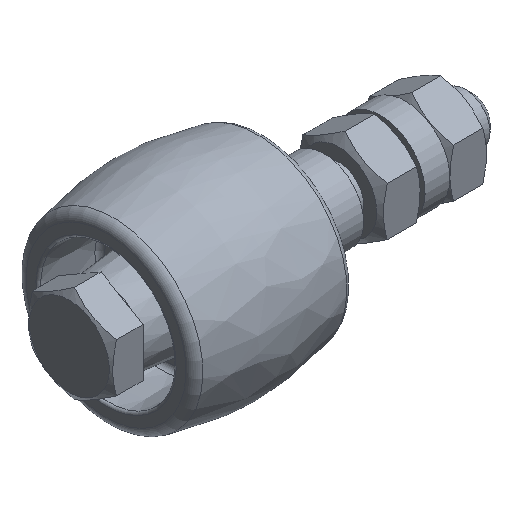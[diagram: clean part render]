
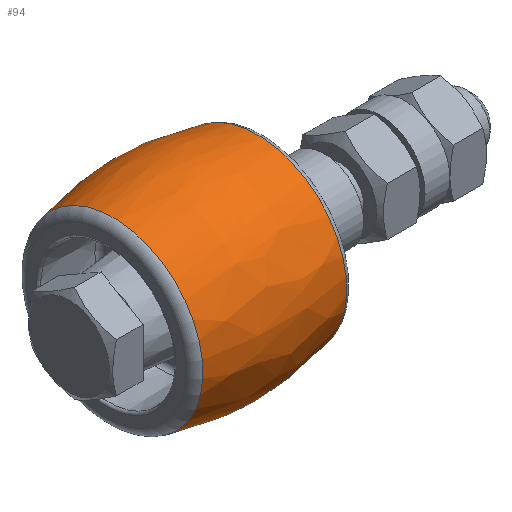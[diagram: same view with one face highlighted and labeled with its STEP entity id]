
A CAD part, isometric view. The second image highlights one B-rep face of the part: STEP entity #94.
In plain terms, the highlighted free-form (B-spline) face has degree [3, 3] with [7, 4] control points.
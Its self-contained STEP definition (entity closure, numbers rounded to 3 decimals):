
#94=ADVANCED_FACE('',(#456,#458),#460,.T.);
#456=FACE_OUTER_BOUND('',#457,.T.);
#457=EDGE_LOOP('',(#764));
#458=FACE_OUTER_BOUND('',#459,.T.);
#459=EDGE_LOOP('',(#765));
#460=(BOUNDED_SURFACE()B_SPLINE_SURFACE(3,3,(
(#461,#462,#463,#464),
(#465,#466,#467,#468),
(#469,#470,#471,#472),
(#473,#474,#475,#476),
(#477,#478,#479,#480),
(#481,#482,#483,#484),
(#485,#486,#487,#488)),
.UNSPECIFIED.,.T.,.F.,.F.)B_SPLINE_SURFACE_WITH_KNOTS((4,3,4),
(4,4),
(0.,3.142,6.283),
(-0.262,0.262),
.UNSPECIFIED.)GEOMETRIC_REPRESENTATION_ITEM()RATIONAL_B_SPLINE_SURFACE((
(1.,0.977,0.977,1.),
(0.333,0.326,0.326,0.333),
(0.333,0.326,0.326,0.333),
(1.,0.977,0.977,1.),
(0.333,0.326,0.326,0.333),
(0.333,0.326,0.326,0.333),
(1.,0.977,0.977,1.)))REPRESENTATION_ITEM('')SURFACE());
#461=CARTESIAN_POINT('',(-7.797,24.566,-34.228));
#462=CARTESIAN_POINT('',(1.769,27.115,-34.536));
#463=CARTESIAN_POINT('',(11.674,27.115,-34.536));
#464=CARTESIAN_POINT('',(21.24,24.566,-34.228));
#465=CARTESIAN_POINT('',(-7.797,28.902,1.682));
#466=CARTESIAN_POINT('',(1.769,32.067,6.473));
#467=CARTESIAN_POINT('',(11.674,32.067,6.473));
#468=CARTESIAN_POINT('',(21.24,28.902,1.682));
#469=CARTESIAN_POINT('',(-7.797,-7.008,6.018));
#470=CARTESIAN_POINT('',(1.769,-8.942,11.424));
#471=CARTESIAN_POINT('',(11.674,-8.942,11.424));
#472=CARTESIAN_POINT('',(21.24,-7.008,6.018));
#473=CARTESIAN_POINT('',(-7.797,-11.344,-29.892));
#474=CARTESIAN_POINT('',(1.769,-13.893,-29.584));
#475=CARTESIAN_POINT('',(11.674,-13.893,-29.584));
#476=CARTESIAN_POINT('',(21.24,-11.344,-29.892));
#477=CARTESIAN_POINT('',(-7.797,-15.68,-65.801));
#478=CARTESIAN_POINT('',(1.769,-18.845,-70.592));
#479=CARTESIAN_POINT('',(11.674,-18.845,-70.592));
#480=CARTESIAN_POINT('',(21.24,-15.68,-65.801));
#481=CARTESIAN_POINT('',(-7.797,20.23,-70.137));
#482=CARTESIAN_POINT('',(1.769,22.163,-75.544));
#483=CARTESIAN_POINT('',(11.674,22.163,-75.544));
#484=CARTESIAN_POINT('',(21.24,20.23,-70.137));
#485=CARTESIAN_POINT('',(-7.797,24.566,-34.228));
#486=CARTESIAN_POINT('',(1.769,27.115,-34.536));
#487=CARTESIAN_POINT('',(11.674,27.115,-34.536));
#488=CARTESIAN_POINT('',(21.24,24.566,-34.228));
#764=ORIENTED_EDGE('',*,*,#886,.F.);
#765=ORIENTED_EDGE('',*,*,#887,.T.);
#886=EDGE_CURVE('',#1030,#1030,#1031,.T.);
#887=EDGE_CURVE('',#1032,#1032,#1033,.T.);
#1030=VERTEX_POINT('',#2287);
#1031=CIRCLE('',#2288,18.085);
#1032=VERTEX_POINT('',#2292);
#1033=CIRCLE('',#2293,18.085);
#2287=CARTESIAN_POINT('',(21.24,24.566,-34.228));
#2288=AXIS2_PLACEMENT_3D('',#2289,#2290,#2291);
#2289=CARTESIAN_POINT('',(21.24,6.611,-32.06));
#2290=DIRECTION('',(1.,0.,0.));
#2291=DIRECTION('',(0.,0.993,-0.12));
#2292=CARTESIAN_POINT('',(-7.797,24.566,-34.228));
#2293=AXIS2_PLACEMENT_3D('',#2294,#2295,#2296);
#2294=CARTESIAN_POINT('',(-7.797,6.611,-32.06));
#2295=DIRECTION('',(1.,0.,0.));
#2296=DIRECTION('',(0.,0.993,-0.12));
